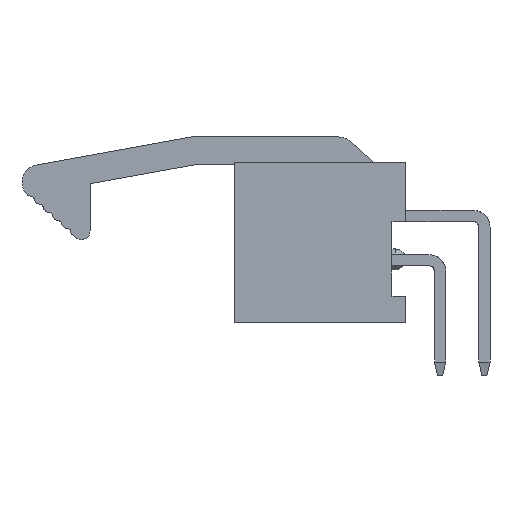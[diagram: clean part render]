
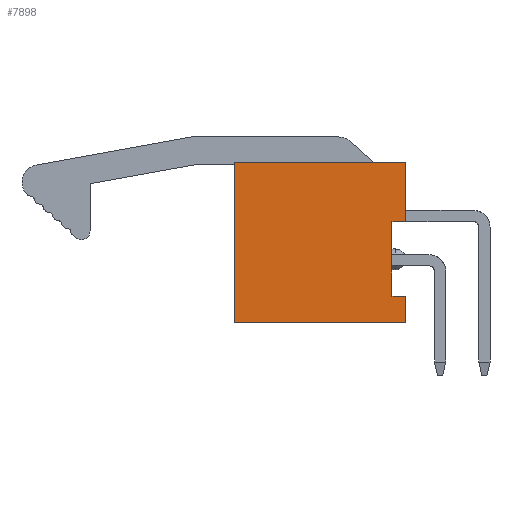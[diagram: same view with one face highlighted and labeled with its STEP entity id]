
A CAD part, left-side view. The second image highlights one B-rep face of the part: STEP entity #7898.
In plain terms, the highlighted planar face has unit normal (-1, 0, 0).
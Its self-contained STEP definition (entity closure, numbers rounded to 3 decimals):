
#7479=CARTESIAN_POINT('',(10.16,9.8,-9.2));
#7480=VERTEX_POINT('',#7479);
#7490=CARTESIAN_POINT('',(10.16,9.8,0.));
#7491=VERTEX_POINT('',#7490);
#7492=CARTESIAN_POINT('',(10.16,9.8,-9.2));
#7493=CARTESIAN_POINT('',(10.16,9.8,-7.36));
#7494=CARTESIAN_POINT('',(10.16,9.8,-5.52));
#7495=CARTESIAN_POINT('',(10.16,9.8,-3.68));
#7496=CARTESIAN_POINT('',(10.16,9.8,-1.84));
#7497=CARTESIAN_POINT('',(10.16,9.8,0.));
#7498=B_SPLINE_CURVE_WITH_KNOTS('',5,(#7492,#7493,#7494,#7495,#7496,#7497),.UNSPECIFIED.,.F.,.U.,(6,6),(0.,9.2),.UNSPECIFIED.);
#7499=EDGE_CURVE('',#7480,#7491,#7498,.T.);
#7800=CARTESIAN_POINT('',(10.16,0.,-9.2));
#7801=VERTEX_POINT('',#7800);
#7811=CARTESIAN_POINT('',(10.16,0.,-9.2));
#7812=CARTESIAN_POINT('',(10.16,1.96,-9.2));
#7813=CARTESIAN_POINT('',(10.16,3.92,-9.2));
#7814=CARTESIAN_POINT('',(10.16,5.88,-9.2));
#7815=CARTESIAN_POINT('',(10.16,7.84,-9.2));
#7816=CARTESIAN_POINT('',(10.16,9.8,-9.2));
#7817=B_SPLINE_CURVE_WITH_KNOTS('',5,(#7811,#7812,#7813,#7814,#7815,#7816),.UNSPECIFIED.,.F.,.U.,(6,6),(0.,9.8),.UNSPECIFIED.);
#7818=EDGE_CURVE('',#7801,#7480,#7817,.T.);
#7825=CARTESIAN_POINT('',(10.16,4.9,-4.6));
#7826=DIRECTION('',(0.,-1.,0.));
#7827=DIRECTION('',(-1.,0.,0.));
#7828=AXIS2_PLACEMENT_3D('',#7825,#7827,#7826);
#7829=PLANE('',#7828);
#7830=CARTESIAN_POINT('',(10.16,0.8,-3.4));
#7831=VERTEX_POINT('',#7830);
#7832=CARTESIAN_POINT('',(10.16,0.,-3.4));
#7833=VERTEX_POINT('',#7832);
#7834=CARTESIAN_POINT('',(10.16,0.8,-3.4));
#7835=CARTESIAN_POINT('',(10.16,0.64,-3.4));
#7836=CARTESIAN_POINT('',(10.16,0.48,-3.4));
#7837=CARTESIAN_POINT('',(10.16,0.32,-3.4));
#7838=CARTESIAN_POINT('',(10.16,0.16,-3.4));
#7839=CARTESIAN_POINT('',(10.16,0.,-3.4));
#7840=B_SPLINE_CURVE_WITH_KNOTS('',5,(#7834,#7835,#7836,#7837,#7838,#7839),.UNSPECIFIED.,.F.,.U.,(6,6),(0.,0.8),.UNSPECIFIED.);
#7841=EDGE_CURVE('',#7831,#7833,#7840,.T.);
#7842=ORIENTED_EDGE('',*,*,#7841,.T.);
#7843=CARTESIAN_POINT('',(10.16,0.,0.));
#7844=VERTEX_POINT('',#7843);
#7845=CARTESIAN_POINT('',(10.16,0.,-3.4));
#7846=CARTESIAN_POINT('',(10.16,0.,-2.72));
#7847=CARTESIAN_POINT('',(10.16,0.,-2.04));
#7848=CARTESIAN_POINT('',(10.16,0.,-1.36));
#7849=CARTESIAN_POINT('',(10.16,0.,-0.68));
#7850=CARTESIAN_POINT('',(10.16,0.,0.));
#7851=B_SPLINE_CURVE_WITH_KNOTS('',5,(#7845,#7846,#7847,#7848,#7849,#7850),.UNSPECIFIED.,.F.,.U.,(6,6),(0.,3.4),.UNSPECIFIED.);
#7852=EDGE_CURVE('',#7833,#7844,#7851,.T.);
#7853=ORIENTED_EDGE('',*,*,#7852,.T.);
#7854=CARTESIAN_POINT('',(10.16,0.,0.));
#7855=CARTESIAN_POINT('',(10.16,1.96,0.));
#7856=CARTESIAN_POINT('',(10.16,3.92,0.));
#7857=CARTESIAN_POINT('',(10.16,5.88,0.));
#7858=CARTESIAN_POINT('',(10.16,7.84,0.));
#7859=CARTESIAN_POINT('',(10.16,9.8,0.));
#7860=B_SPLINE_CURVE_WITH_KNOTS('',5,(#7854,#7855,#7856,#7857,#7858,#7859),.UNSPECIFIED.,.F.,.U.,(6,6),(0.,9.8),.UNSPECIFIED.);
#7861=EDGE_CURVE('',#7844,#7491,#7860,.T.);
#7862=ORIENTED_EDGE('',*,*,#7861,.T.);
#7863=ORIENTED_EDGE('',*,*,#7499,.F.);
#7864=ORIENTED_EDGE('',*,*,#7818,.F.);
#7865=CARTESIAN_POINT('',(10.16,0.,-7.68));
#7866=VERTEX_POINT('',#7865);
#7867=CARTESIAN_POINT('',(10.16,0.,-9.2));
#7868=CARTESIAN_POINT('',(10.16,0.,-8.896));
#7869=CARTESIAN_POINT('',(10.16,0.,-8.592));
#7870=CARTESIAN_POINT('',(10.16,0.,-8.288));
#7871=CARTESIAN_POINT('',(10.16,0.,-7.984));
#7872=CARTESIAN_POINT('',(10.16,0.,-7.68));
#7873=B_SPLINE_CURVE_WITH_KNOTS('',5,(#7867,#7868,#7869,#7870,#7871,#7872),.UNSPECIFIED.,.F.,.U.,(6,6),(0.,1.52),.UNSPECIFIED.);
#7874=EDGE_CURVE('',#7801,#7866,#7873,.T.);
#7875=ORIENTED_EDGE('',*,*,#7874,.T.);
#7876=CARTESIAN_POINT('',(10.16,0.8,-7.68));
#7877=VERTEX_POINT('',#7876);
#7878=CARTESIAN_POINT('',(10.16,0.,-7.68));
#7879=CARTESIAN_POINT('',(10.16,0.16,-7.68));
#7880=CARTESIAN_POINT('',(10.16,0.32,-7.68));
#7881=CARTESIAN_POINT('',(10.16,0.48,-7.68));
#7882=CARTESIAN_POINT('',(10.16,0.64,-7.68));
#7883=CARTESIAN_POINT('',(10.16,0.8,-7.68));
#7884=B_SPLINE_CURVE_WITH_KNOTS('',5,(#7878,#7879,#7880,#7881,#7882,#7883),.UNSPECIFIED.,.F.,.U.,(6,6),(0.,0.8),.UNSPECIFIED.);
#7885=EDGE_CURVE('',#7866,#7877,#7884,.T.);
#7886=ORIENTED_EDGE('',*,*,#7885,.T.);
#7887=CARTESIAN_POINT('',(10.16,0.8,-7.68));
#7888=CARTESIAN_POINT('',(10.16,0.8,-6.824));
#7889=CARTESIAN_POINT('',(10.16,0.8,-5.968));
#7890=CARTESIAN_POINT('',(10.16,0.8,-5.112));
#7891=CARTESIAN_POINT('',(10.16,0.8,-4.256));
#7892=CARTESIAN_POINT('',(10.16,0.8,-3.4));
#7893=B_SPLINE_CURVE_WITH_KNOTS('',5,(#7887,#7888,#7889,#7890,#7891,#7892),.UNSPECIFIED.,.F.,.U.,(6,6),(0.,4.28),.UNSPECIFIED.);
#7894=EDGE_CURVE('',#7877,#7831,#7893,.T.);
#7895=ORIENTED_EDGE('',*,*,#7894,.T.);
#7896=EDGE_LOOP('',(#7842,#7853,#7862,#7863,#7864,#7875,#7886,#7895));
#7897=FACE_OUTER_BOUND('',#7896,.T.);
#7898=ADVANCED_FACE('',(#7897),#7829,.T.);
